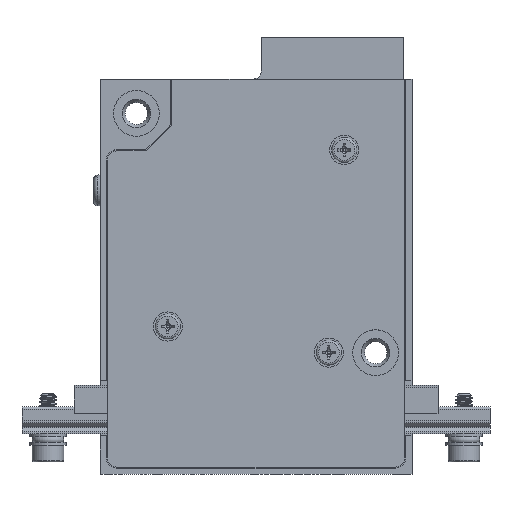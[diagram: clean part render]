
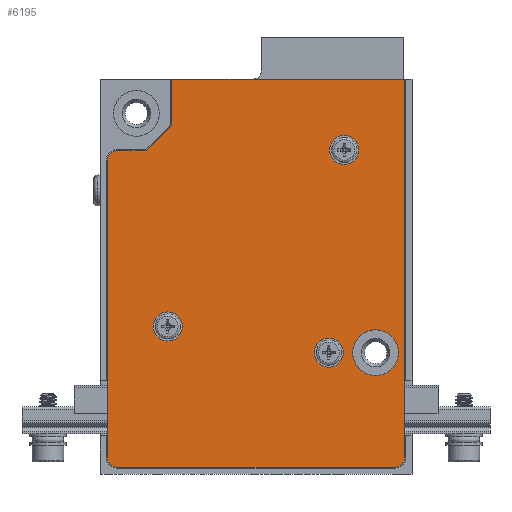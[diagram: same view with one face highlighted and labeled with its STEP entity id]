
A CAD part, top view. The second image highlights one B-rep face of the part: STEP entity #6195.
In plain terms, the highlighted planar face has unit normal (0, 0, 1).
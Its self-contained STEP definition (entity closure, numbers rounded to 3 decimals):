
#3202=PLANE('',#58805);
#3497=FACE_BOUND('',#12043,.T.);
#3498=FACE_BOUND('',#12044,.T.);
#3499=FACE_BOUND('',#12045,.T.);
#3500=FACE_BOUND('',#12046,.T.);
#3501=FACE_BOUND('',#12047,.T.);
#6195=ADVANCED_FACE('',(#3497,#3498,#3499,#3500,#3501),#3202,.T.);
#12043=EDGE_LOOP('',(#41350));
#12044=EDGE_LOOP('',(#41351));
#12045=EDGE_LOOP('',(#41352));
#12046=EDGE_LOOP('',(#41353));
#12047=EDGE_LOOP('',(#41354,#41355,#41356,#41357,#41358,#41359,#41360,#41361,
#41362,#41363));
#18939=LINE('',#92515,#25850);
#18945=LINE('',#92529,#25856);
#18947=LINE('',#92533,#25858);
#18953=LINE('',#92546,#25864);
#18956=LINE('',#92552,#25867);
#18959=LINE('',#92558,#25870);
#18962=LINE('',#92564,#25873);
#25850=VECTOR('',#72688,1.);
#25856=VECTOR('',#72696,1.);
#25858=VECTOR('',#72700,1.);
#25864=VECTOR('',#72708,1.);
#25867=VECTOR('',#72713,1.);
#25870=VECTOR('',#72718,1.);
#25873=VECTOR('',#72723,1.);
#41350=ORIENTED_EDGE('',*,*,#54407,.T.);
#41351=ORIENTED_EDGE('',*,*,#54408,.T.);
#41352=ORIENTED_EDGE('',*,*,#54409,.T.);
#41353=ORIENTED_EDGE('',*,*,#54410,.T.);
#41354=ORIENTED_EDGE('',*,*,#54389,.T.);
#41355=ORIENTED_EDGE('',*,*,#54411,.T.);
#41356=ORIENTED_EDGE('',*,*,#54391,.T.);
#41357=ORIENTED_EDGE('',*,*,#54397,.T.);
#41358=ORIENTED_EDGE('',*,*,#54400,.T.);
#41359=ORIENTED_EDGE('',*,*,#54403,.T.);
#41360=ORIENTED_EDGE('',*,*,#54406,.T.);
#41361=ORIENTED_EDGE('',*,*,#54412,.T.);
#41362=ORIENTED_EDGE('',*,*,#54383,.T.);
#41363=ORIENTED_EDGE('',*,*,#54413,.T.);
#46612=VERTEX_POINT('',#92516);
#46613=VERTEX_POINT('',#92517);
#46618=VERTEX_POINT('',#92528);
#46619=VERTEX_POINT('',#92530);
#46620=VERTEX_POINT('',#92534);
#46621=VERTEX_POINT('',#92535);
#46625=VERTEX_POINT('',#92545);
#46627=VERTEX_POINT('',#92551);
#46629=VERTEX_POINT('',#92557);
#46631=VERTEX_POINT('',#92563);
#46632=VERTEX_POINT('',#92567);
#46633=VERTEX_POINT('',#92569);
#46634=VERTEX_POINT('',#92571);
#46635=VERTEX_POINT('',#92573);
#54383=EDGE_CURVE('',#46612,#46613,#18939,.T.);
#54389=EDGE_CURVE('',#46619,#46618,#18945,.T.);
#54391=EDGE_CURVE('',#46620,#46621,#18947,.T.);
#54397=EDGE_CURVE('',#46621,#46625,#18953,.T.);
#54400=EDGE_CURVE('',#46625,#46627,#18956,.T.);
#54403=EDGE_CURVE('',#46627,#46629,#18959,.T.);
#54406=EDGE_CURVE('',#46629,#46631,#18962,.T.);
#54407=EDGE_CURVE('',#46632,#46632,#55284,.T.);
#54408=EDGE_CURVE('',#46633,#46633,#55285,.T.);
#54409=EDGE_CURVE('',#46634,#46634,#55286,.T.);
#54410=EDGE_CURVE('',#46635,#46635,#55287,.T.);
#54411=EDGE_CURVE('',#46618,#46620,#55288,.T.);
#54412=EDGE_CURVE('',#46631,#46612,#55289,.T.);
#54413=EDGE_CURVE('',#46613,#46619,#55290,.T.);
#55284=CIRCLE('',#58798,1.4);
#55285=CIRCLE('',#58799,1.4);
#55286=CIRCLE('',#58800,1.4);
#55287=CIRCLE('',#58801,2.2);
#55288=CIRCLE('',#58802,0.9);
#55289=CIRCLE('',#58803,0.9);
#55290=CIRCLE('',#58804,0.9);
#58798=AXIS2_PLACEMENT_3D('',#92566,#72726,#72727);
#58799=AXIS2_PLACEMENT_3D('',#92568,#72728,#72729);
#58800=AXIS2_PLACEMENT_3D('',#92570,#72730,#72731);
#58801=AXIS2_PLACEMENT_3D('',#92572,#72732,#72733);
#58802=AXIS2_PLACEMENT_3D('',#92574,#72734,#72735);
#58803=AXIS2_PLACEMENT_3D('',#92575,#72736,#72737);
#58804=AXIS2_PLACEMENT_3D('',#92576,#72738,#72739);
#58805=AXIS2_PLACEMENT_3D('',#92577,#72740,#72741);
#72688=DIRECTION('',(0.,-1.,0.));
#72696=DIRECTION('',(1.,0.,0.));
#72700=DIRECTION('',(0.,1.,0.));
#72708=DIRECTION('',(-1.,0.,0.));
#72713=DIRECTION('',(0.,-1.,0.));
#72718=DIRECTION('',(-0.707,-0.707,0.));
#72723=DIRECTION('',(-1.,0.,0.));
#72726=DIRECTION('',(0.,0.,-1.));
#72727=DIRECTION('',(-1.,0.,0.));
#72728=DIRECTION('',(0.,0.,-1.));
#72729=DIRECTION('',(-1.,0.,0.));
#72730=DIRECTION('',(0.,0.,-1.));
#72731=DIRECTION('',(-1.,0.,0.));
#72732=DIRECTION('',(0.,0.,-1.));
#72733=DIRECTION('',(-1.,0.,0.));
#72734=DIRECTION('',(0.,0.,1.));
#72735=DIRECTION('',(1.,0.,0.));
#72736=DIRECTION('',(0.,0.,1.));
#72737=DIRECTION('',(1.,0.,0.));
#72738=DIRECTION('',(0.,0.,1.));
#72739=DIRECTION('',(1.,0.,0.));
#72740=DIRECTION('',(0.,0.,1.));
#72741=DIRECTION('',(1.,0.,0.));
#92515=CARTESIAN_POINT('',(-14.3,30.4,0.1));
#92516=CARTESIAN_POINT('',(-14.3,29.5,0.1));
#92517=CARTESIAN_POINT('',(-14.3,0.9,0.1));
#92528=CARTESIAN_POINT('',(13.4,0.,0.1));
#92529=CARTESIAN_POINT('',(-14.3,0.,0.1));
#92530=CARTESIAN_POINT('',(-13.4,0.,0.1));
#92533=CARTESIAN_POINT('',(14.3,0.,0.1));
#92534=CARTESIAN_POINT('',(14.3,0.9,0.1));
#92535=CARTESIAN_POINT('',(14.3,37.3,0.1));
#92545=CARTESIAN_POINT('',(-8.1,37.3,0.1));
#92546=CARTESIAN_POINT('',(14.3,37.3,0.1));
#92551=CARTESIAN_POINT('',(-8.1,32.85,0.1));
#92552=CARTESIAN_POINT('',(-8.1,37.3,0.1));
#92557=CARTESIAN_POINT('',(-10.55,30.4,0.1));
#92558=CARTESIAN_POINT('',(-8.1,32.85,0.1));
#92563=CARTESIAN_POINT('',(-13.4,30.4,0.1));
#92564=CARTESIAN_POINT('',(-10.55,30.4,0.1));
#92566=CARTESIAN_POINT('',(8.485,30.485,0.1));
#92567=CARTESIAN_POINT('',(7.085,30.485,0.1));
#92568=CARTESIAN_POINT('',(7.,11.,0.1));
#92569=CARTESIAN_POINT('',(5.6,11.,0.1));
#92570=CARTESIAN_POINT('',(-8.485,13.515,0.1));
#92571=CARTESIAN_POINT('',(-9.885,13.515,0.1));
#92572=CARTESIAN_POINT('',(11.5,11.,0.1));
#92573=CARTESIAN_POINT('',(9.3,11.,0.1));
#92574=CARTESIAN_POINT('',(13.4,0.9,0.1));
#92575=CARTESIAN_POINT('',(-13.4,29.5,0.1));
#92576=CARTESIAN_POINT('',(-13.4,0.9,0.1));
#92577=CARTESIAN_POINT('',(0.,0.,0.1));
